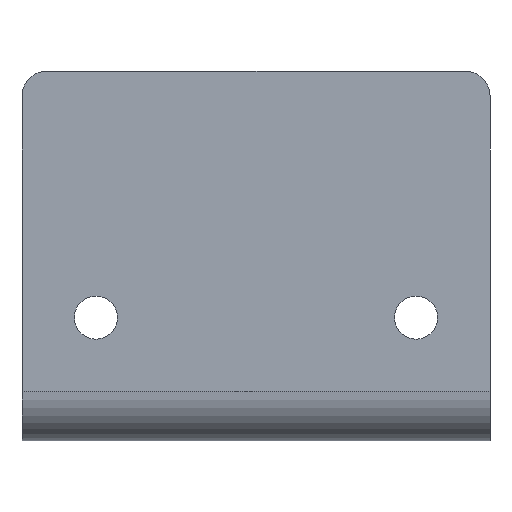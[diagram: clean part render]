
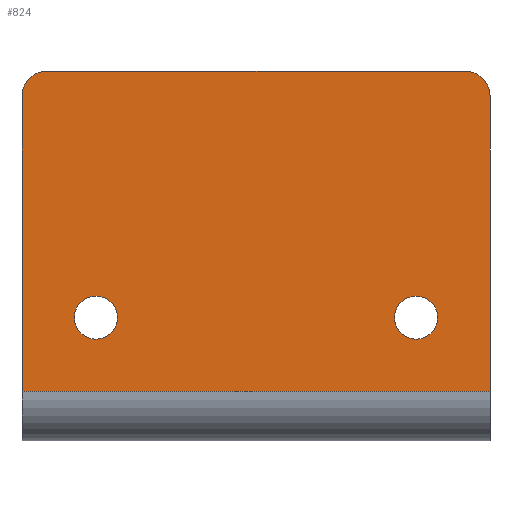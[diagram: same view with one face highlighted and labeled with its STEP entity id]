
A CAD part, front view. The second image highlights one B-rep face of the part: STEP entity #824.
In plain terms, the highlighted planar face has unit normal (0, -1, 0).
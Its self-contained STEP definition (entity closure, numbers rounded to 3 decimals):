
#122=CARTESIAN_POINT('',(-13.,0.,0.));
#123=DIRECTION('',(0.,-1.,0.));
#124=DIRECTION('',(1.,0.,0.));
#125=AXIS2_PLACEMENT_3D('',#122,#123,#124);
#130=CARTESIAN_POINT('',(-13.,0.,0.));
#131=DIRECTION('',(0.,-1.,0.));
#132=DIRECTION('',(-1.,0.,0.));
#133=AXIS2_PLACEMENT_3D('',#130,#131,#132);
#138=CARTESIAN_POINT('',(13.,0.,0.));
#139=DIRECTION('',(0.,-1.,0.));
#140=DIRECTION('',(1.,0.,0.));
#141=AXIS2_PLACEMENT_3D('',#138,#139,#140);
#146=CARTESIAN_POINT('',(13.,0.,0.));
#147=DIRECTION('',(0.,-1.,0.));
#148=DIRECTION('',(-1.,0.,0.));
#149=AXIS2_PLACEMENT_3D('',#146,#147,#148);
#154=CARTESIAN_POINT('',(17.,0.,18.));
#155=DIRECTION('',(0.,-1.,0.));
#156=DIRECTION('',(1.,0.,0.));
#157=AXIS2_PLACEMENT_3D('',#154,#155,#156);
#162=DIRECTION('',(0.,0.,-1.));
#163=VECTOR('',#162,24.);
#164=CARTESIAN_POINT('',(19.,0.,18.));
#165=LINE('',#164,#163);
#169=DIRECTION('',(0.,0.,1.));
#170=VECTOR('',#169,24.);
#171=CARTESIAN_POINT('',(-19.,0.,-6.));
#172=LINE('',#171,#170);
#176=CARTESIAN_POINT('',(-17.,0.,18.));
#177=DIRECTION('',(0.,-1.,0.));
#178=DIRECTION('',(0.,0.,1.));
#179=AXIS2_PLACEMENT_3D('',#176,#177,#178);
#184=DIRECTION('',(1.,0.,0.));
#185=VECTOR('',#184,34.);
#186=CARTESIAN_POINT('',(-17.,0.,20.));
#187=LINE('',#186,#185);
#234=DIRECTION('',(-1.,0.,0.));
#235=VECTOR('',#234,38.);
#236=CARTESIAN_POINT('',(19.,0.,-6.));
#237=LINE('',#236,#235);
#611=CARTESIAN_POINT('',(-11.25,0.,0.));
#612=CARTESIAN_POINT('',(-14.75,0.,0.));
#613=VERTEX_POINT('',#611);
#614=VERTEX_POINT('',#612);
#615=CARTESIAN_POINT('',(14.75,0.,0.));
#616=CARTESIAN_POINT('',(11.25,0.,0.));
#617=VERTEX_POINT('',#615);
#618=VERTEX_POINT('',#616);
#623=CARTESIAN_POINT('',(-19.,0.,-6.));
#624=VERTEX_POINT('',#623);
#625=CARTESIAN_POINT('',(19.,0.,-6.));
#626=VERTEX_POINT('',#625);
#655=CARTESIAN_POINT('',(19.,0.,18.));
#656=VERTEX_POINT('',#655);
#657=CARTESIAN_POINT('',(17.,0.,20.));
#658=VERTEX_POINT('',#657);
#663=CARTESIAN_POINT('',(-17.,0.,20.));
#664=VERTEX_POINT('',#663);
#665=CARTESIAN_POINT('',(-19.,0.,18.));
#666=VERTEX_POINT('',#665);
#795=CARTESIAN_POINT('',(0.,0.,0.));
#796=DIRECTION('',(0.,1.,0.));
#797=DIRECTION('',(1.,0.,0.));
#798=AXIS2_PLACEMENT_3D('',#795,#796,#797);
#799=PLANE('',#798);
#801=ORIENTED_EDGE('',*,*,#800,.F.);
#803=ORIENTED_EDGE('',*,*,#802,.T.);
#805=ORIENTED_EDGE('',*,*,#804,.T.);
#807=ORIENTED_EDGE('',*,*,#806,.T.);
#809=ORIENTED_EDGE('',*,*,#808,.F.);
#811=ORIENTED_EDGE('',*,*,#810,.T.);
#812=EDGE_LOOP('',(#801,#803,#805,#807,#809,#811));
#813=FACE_OUTER_BOUND('',#812,.F.);
#815=ORIENTED_EDGE('',*,*,#814,.T.);
#817=ORIENTED_EDGE('',*,*,#816,.T.);
#818=EDGE_LOOP('',(#815,#817));
#819=FACE_BOUND('',#818,.F.);
#820=ORIENTED_EDGE('',*,*,#751,.T.);
#821=ORIENTED_EDGE('',*,*,#777,.T.);
#822=EDGE_LOOP('',(#820,#821));
#823=FACE_BOUND('',#822,.F.);
#824=ADVANCED_FACE('',(#813,#819,#823),#799,.F.);
#126=CIRCLE('',#125,1.75);
#134=CIRCLE('',#133,1.75);
#142=CIRCLE('',#141,1.75);
#150=CIRCLE('',#149,1.75);
#158=CIRCLE('',#157,2.);
#180=CIRCLE('',#179,2.);
#751=EDGE_CURVE('',#613,#614,#126,.T.);
#777=EDGE_CURVE('',#614,#613,#134,.T.);
#800=EDGE_CURVE('',#656,#658,#158,.T.);
#802=EDGE_CURVE('',#656,#626,#165,.T.);
#804=EDGE_CURVE('',#626,#624,#237,.T.);
#806=EDGE_CURVE('',#624,#666,#172,.T.);
#808=EDGE_CURVE('',#664,#666,#180,.T.);
#810=EDGE_CURVE('',#664,#658,#187,.T.);
#814=EDGE_CURVE('',#617,#618,#142,.T.);
#816=EDGE_CURVE('',#618,#617,#150,.T.);
